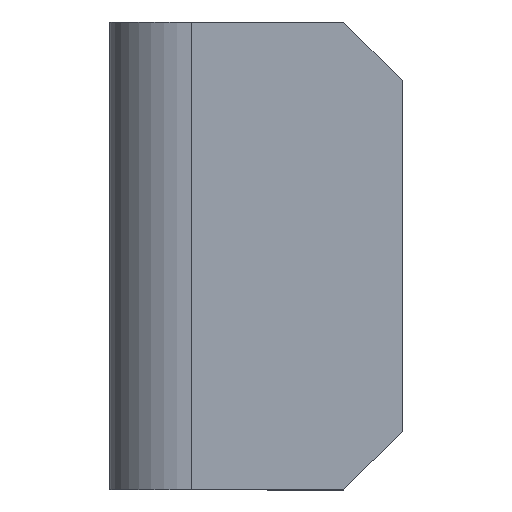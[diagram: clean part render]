
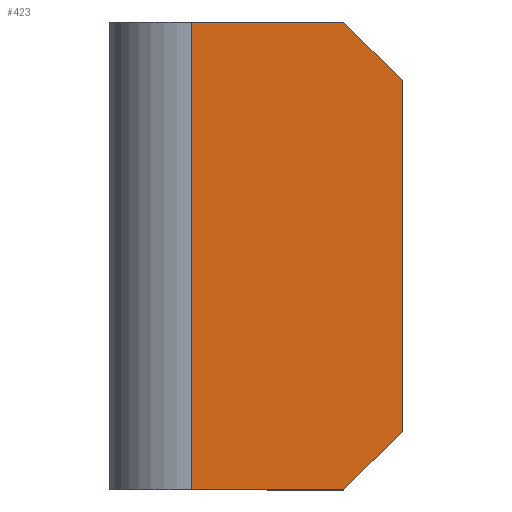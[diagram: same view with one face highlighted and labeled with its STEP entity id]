
A CAD part, left-side view. The second image highlights one B-rep face of the part: STEP entity #423.
In plain terms, the highlighted planar face has unit normal (-1, 0, 0).
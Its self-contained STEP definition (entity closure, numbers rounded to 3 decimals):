
#3 = ORIENTED_EDGE ( 'NONE', *, *, #501, .T. ) ;
#24 = LINE ( 'NONE', #202, #243 ) ;
#38 = DIRECTION ( 'NONE',  ( 0., 0., -1. ) ) ;
#94 = VERTEX_POINT ( 'NONE', #292 ) ;
#105 = PLANE ( 'NONE',  #228 ) ;
#108 = DIRECTION ( 'NONE',  ( 0., -1., 0. ) ) ;
#130 = VECTOR ( 'NONE', #223, 1000. ) ;
#134 = VERTEX_POINT ( 'NONE', #627 ) ;
#153 = DIRECTION ( 'NONE',  ( -1., 0., 0. ) ) ;
#154 = DIRECTION ( 'NONE',  ( 0., -1., 0. ) ) ;
#157 = CARTESIAN_POINT ( 'NONE',  ( -11.25, 0., 0. ) ) ;
#161 = EDGE_CURVE ( 'NONE', #201, #430, #561, .T. ) ;
#165 = VECTOR ( 'NONE', #617, 1000. ) ;
#197 = CARTESIAN_POINT ( 'NONE',  ( -11.25, -2., -2. ) ) ;
#201 = VERTEX_POINT ( 'NONE', #197 ) ;
#202 = CARTESIAN_POINT ( 'NONE',  ( -11.25, -2.5, -2. ) ) ;
#223 = DIRECTION ( 'NONE',  ( 0., 0.707, 0.707 ) ) ;
#227 = VERTEX_POINT ( 'NONE', #410 ) ;
#228 = AXIS2_PLACEMENT_3D ( 'NONE', #157, #153, #154 ) ;
#231 = VECTOR ( 'NONE', #38, 1000. ) ;
#243 = VECTOR ( 'NONE', #378, 1000. ) ;
#292 = CARTESIAN_POINT ( 'NONE',  ( -11.25, -2., 2. ) ) ;
#308 = CARTESIAN_POINT ( 'NONE',  ( -11.25, -0.5, -2. ) ) ;
#319 = CARTESIAN_POINT ( 'NONE',  ( -11.25, -0.7, 2. ) ) ;
#322 = EDGE_LOOP ( 'NONE', ( #599, #3, #380, #562, #391, #364 ) ) ;
#330 = FACE_OUTER_BOUND ( 'NONE', #322, .T. ) ;
#334 = LINE ( 'NONE', #644, #231 ) ;
#346 = EDGE_CURVE ( 'NONE', #134, #227, #24, .T. ) ;
#364 = ORIENTED_EDGE ( 'NONE', *, *, #697, .T. ) ;
#378 = DIRECTION ( 'NONE',  ( 0., 0., -1. ) ) ;
#380 = ORIENTED_EDGE ( 'NONE', *, *, #346, .F. ) ;
#383 = CARTESIAN_POINT ( 'NONE',  ( -11.25, -2.5, 2. ) ) ;
#391 = ORIENTED_EDGE ( 'NONE', *, *, #478, .F. ) ;
#392 = VECTOR ( 'NONE', #108, 1000. ) ;
#410 = CARTESIAN_POINT ( 'NONE',  ( -11.25, -2.5, -1.5 ) ) ;
#415 = VERTEX_POINT ( 'NONE', #319 ) ;
#423 = ADVANCED_FACE ( 'NONE', ( #330 ), #105, .T. ) ;
#430 = VERTEX_POINT ( 'NONE', #668 ) ;
#454 = EDGE_CURVE ( 'NONE', #134, #94, #692, .T. ) ;
#465 = DIRECTION ( 'NONE',  ( 0., 1., 0. ) ) ;
#471 = VECTOR ( 'NONE', #465, 1000. ) ;
#478 = EDGE_CURVE ( 'NONE', #415, #94, #517, .T. ) ;
#501 = EDGE_CURVE ( 'NONE', #201, #227, #703, .T. ) ;
#517 = LINE ( 'NONE', #383, #392 ) ;
#542 = CARTESIAN_POINT ( 'NONE',  ( -11.25, -2., 2. ) ) ;
#561 = LINE ( 'NONE', #308, #471 ) ;
#562 = ORIENTED_EDGE ( 'NONE', *, *, #454, .T. ) ;
#599 = ORIENTED_EDGE ( 'NONE', *, *, #161, .F. ) ;
#604 = CARTESIAN_POINT ( 'NONE',  ( -11.25, -2., -2. ) ) ;
#617 = DIRECTION ( 'NONE',  ( 0., -0.707, 0.707 ) ) ;
#627 = CARTESIAN_POINT ( 'NONE',  ( -11.25, -2.5, 1.5 ) ) ;
#644 = CARTESIAN_POINT ( 'NONE',  ( -11.25, -0.7, 0. ) ) ;
#668 = CARTESIAN_POINT ( 'NONE',  ( -11.25, -0.7, -2. ) ) ;
#692 = LINE ( 'NONE', #542, #130 ) ;
#697 = EDGE_CURVE ( 'NONE', #415, #430, #334, .T. ) ;
#703 = LINE ( 'NONE', #604, #165 ) ;
